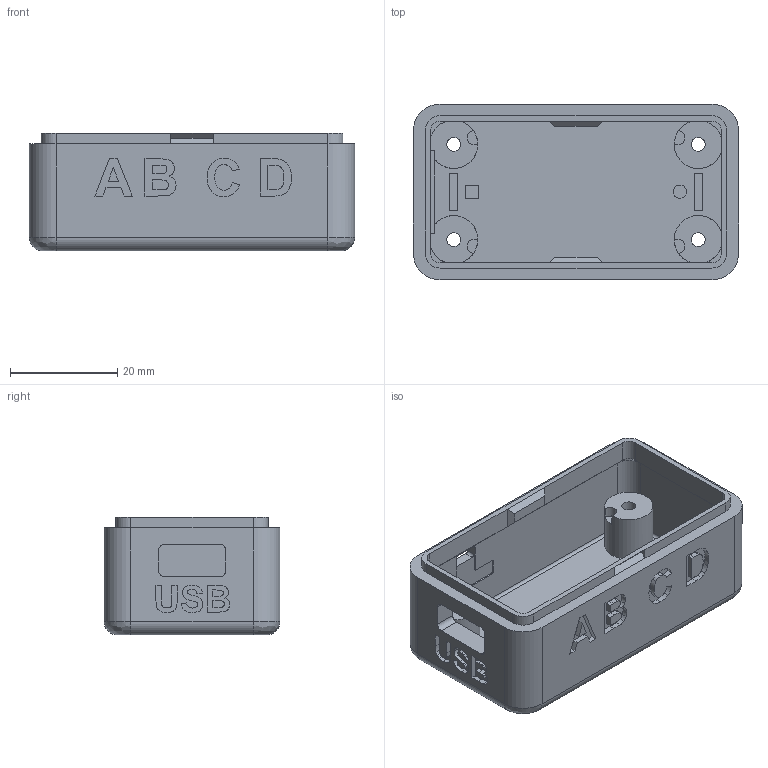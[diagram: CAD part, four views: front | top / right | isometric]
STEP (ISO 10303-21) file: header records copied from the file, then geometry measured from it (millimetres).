
FILE_DESCRIPTION(/* description */ (''),/* implementation_level */ '2;1');
FILE_NAME(/* name */ 'FAIO_Multiplexer_Body_Bottom.step',/* time_stamp */ '2021-01-10T22:35:02-08:00',/* author */ (''),/* organization */ (''),/* preprocessor_version */ 'ST-DEVELOPER v18.1',/* originating_system */ 'Autodesk Translation Framework v9.7.1.1290',/* authorisation */ '');
FILE_SCHEMA (('AUTOMOTIVE_DESIGN { 1 0 10303 214 3 1 1 }'));
Length unit declared in the file: millimetre
Products named in the file (2): FAIO_Multiplexer_Body_Bottom; Case
Assembly tree (1 placements, depth 2):
  FAIO_Multiplexer_Body_Bottom
    Case
Bounding box: 60.8 x 32.86 x 22 mm (x, y, z)
Volume: 12187.3 mm3; surface area: 13199.6 mm2
Topology: 1 solids, 1 shells, 458 faces, 1222 edges, 800 vertices
Faces by surface type: plane 231, bspline 166, cylinder 53, cone 4, torus 4
Full cylindrical faces by diameter (mm): 2.5 x1, 2.6 x4, 6 x4, 9 x4
Entity records: 15748 total; most frequent: CARTESIAN_POINT 5269, ORIENTED_EDGE 2444, DIRECTION 1614, EDGE_CURVE 1222, VERTEX_POINT 800, LINE 772, VECTOR 772, EDGE_LOOP 508
